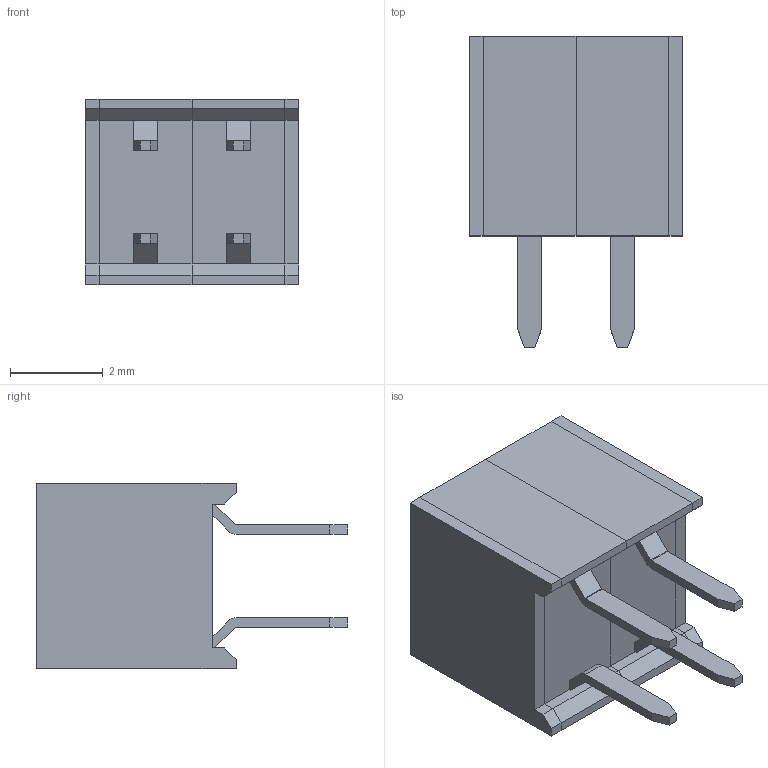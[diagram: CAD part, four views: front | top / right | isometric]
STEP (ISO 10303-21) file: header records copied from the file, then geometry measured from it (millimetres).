
FILE_DESCRIPTION (( 'STEP AP214' ), '1' );
FILE_NAME ('NPPN022AFCN-RC.STEP', '2024-11-06T00:59:51', ( '' ), ( '' ), 'SwSTEP 2.0', 'SolidWorks 2021', '' );
FILE_SCHEMA (( 'AUTOMOTIVE_DESIGN' ));
Length unit declared in the file: millimetre
Products named in the file (3): NPPN022AFCN-RC; NPPN042AFCN-RC_N02; Pin - Gold
Assembly tree (3 placements, depth 2):
  NPPN022AFCN-RC
    NPPN042AFCN-RC_N02
    Pin - Gold  x2
Bounding box: 4.6 x 6.7 x 4 mm (x, y, z)
Volume: 70.4 mm3; surface area: 231.3 mm2
Topology: 8 solids, 8 shells, 136 faces, 332 edges, 216 vertices
Faces by surface type: plane 128, cylinder 8
Entity records: 3284 total; most frequent: CARTESIAN_POINT 554, ORIENTED_EDGE 532, DIRECTION 506, EDGE_CURVE 266, LINE 258, VECTOR 258, VERTEX_POINT 172, AXIS2_PLACEMENT_3D 124
